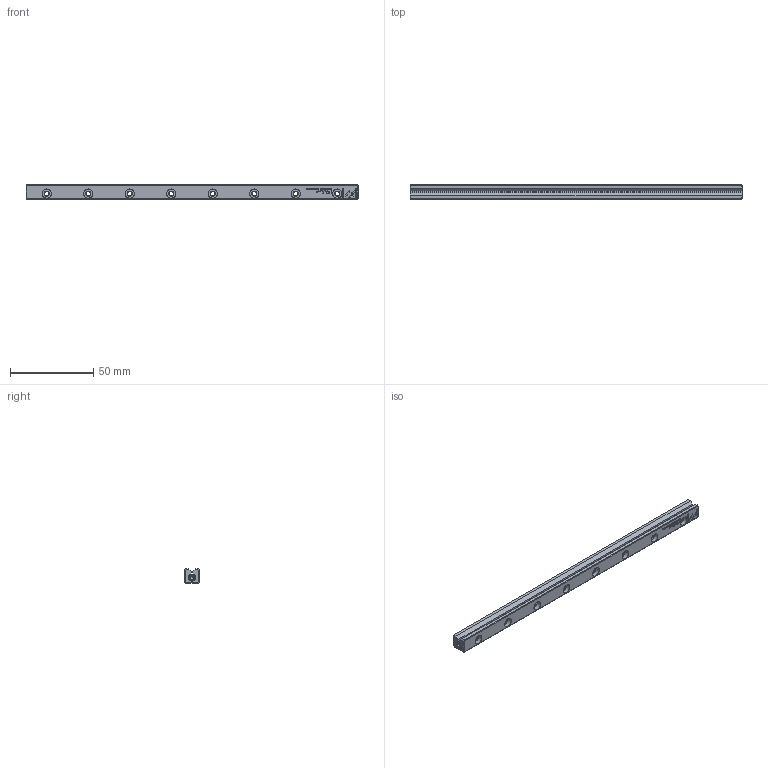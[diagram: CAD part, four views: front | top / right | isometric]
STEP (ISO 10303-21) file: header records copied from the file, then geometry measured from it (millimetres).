
FILE_DESCRIPTION(/* description */ (''),/* implementation_level */ '2;1');
FILE_NAME(/* name */ 'Rail RNG-4200.stp',/* time_stamp */ '2024-12-10T11:03:07+01:00',/* author */ (''),/* organization */ (''),/* preprocessor_version */ 'ST-DEVELOPER v16.7',/* originating_system */ 'SIEMENS PLM Software NX 12.0',/* authorisation */ '');
FILE_SCHEMA (('AUTOMOTIVE_DESIGN { 1 0 10303 214 3 1 1 1 }'));
Length unit declared in the file: millimetre
Products named in the file (1): Rail RNG-4200_step_stp
Bounding box: 200 x 9 x 9 mm (x, y, z)
Volume: 13845.5 mm3; surface area: 8798 mm2
Topology: 1 solids, 1 shells, 381 faces, 993 edges, 655 vertices
Faces by surface type: plane 241, bspline 90, cone 30, cylinder 20
Full cylindrical faces by diameter (mm): 2.26 x2, 2.65 x8, 3.2 x2, 5.5 x8
Entity records: 13750 total; most frequent: CARTESIAN_POINT 3198, ORIENTED_EDGE 1860, DIRECTION 1400, EDGE_CURVE 930, LINE 684, VECTOR 684, VERTEX_POINT 644, EDGE_LOOP 488
